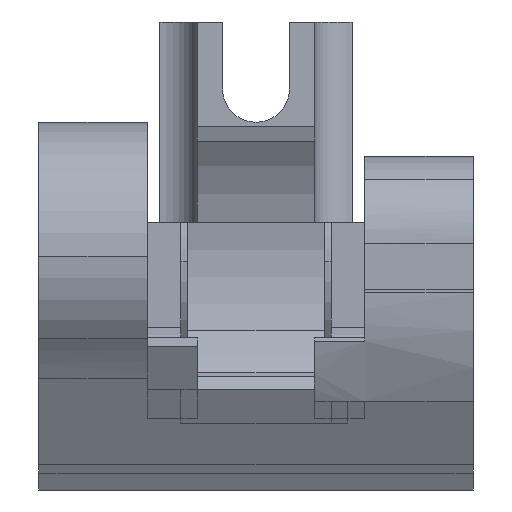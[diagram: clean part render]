
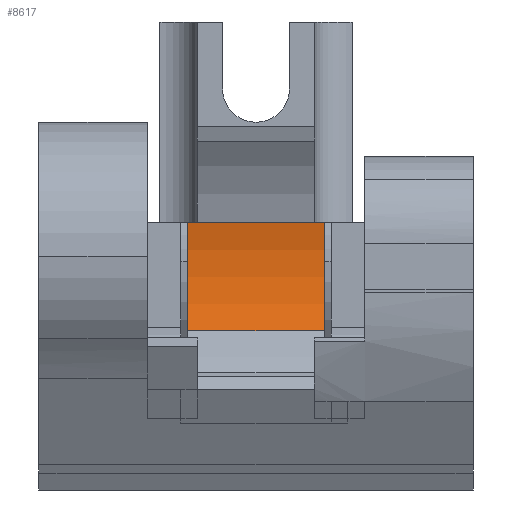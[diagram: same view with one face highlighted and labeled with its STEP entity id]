
A CAD part, front view. The second image highlights one B-rep face of the part: STEP entity #8617.
In plain terms, the highlighted cylindrical face has radius 12 mm (diameter 24 mm), a partial arc.
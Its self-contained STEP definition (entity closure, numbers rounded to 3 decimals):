
#2378 = PLANE('',#2379);
#2379 = AXIS2_PLACEMENT_3D('',#2380,#2381,#2382);
#2380 = CARTESIAN_POINT('',(5.,31.2,16.));
#2381 = DIRECTION('',(0.,0.,-1.));
#2382 = DIRECTION('',(-1.,0.,0.));
#2391 = VERTEX_POINT('',#2392);
#2392 = CARTESIAN_POINT('',(8.5,33.2,9.542));
#2406 = PLANE('',#2407);
#2407 = AXIS2_PLACEMENT_3D('',#2408,#2409,#2410);
#2408 = CARTESIAN_POINT('',(8.5,9.925,13.65));
#2409 = DIRECTION('',(1.,0.,0.));
#2410 = DIRECTION('',(0.,0.,1.));
#2435 = CYLINDRICAL_SURFACE('',#2436,12.);
#2436 = AXIS2_PLACEMENT_3D('',#2437,#2438,#2439);
#2437 = CARTESIAN_POINT('',(17.5,21.925,13.65));
#2438 = DIRECTION('',(1.,0.,0.));
#2439 = DIRECTION('',(0.,-1.,0.));
#2596 = VERTEX_POINT('',#2597);
#2597 = CARTESIAN_POINT('',(17.5,33.2,9.542));
#2639 = PLANE('',#2640);
#2640 = AXIS2_PLACEMENT_3D('',#2641,#2642,#2643);
#2641 = CARTESIAN_POINT('',(17.5,9.925,13.65));
#2642 = DIRECTION('',(1.,0.,0.));
#2643 = DIRECTION('',(0.,0.,1.));
#2667 = PLANE('',#2668);
#2668 = AXIS2_PLACEMENT_3D('',#2669,#2670,#2671);
#2669 = CARTESIAN_POINT('',(16.5,31.2,16.));
#2670 = DIRECTION('',(0.,0.,-1.));
#2671 = DIRECTION('',(-1.,0.,0.));
#4977 = EDGE_CURVE('',#2596,#2391,#4978,.T.);
#4978 = SURFACE_CURVE('',#4979,(#4983,#4990),.PCURVE_S1.);
#4979 = LINE('',#4980,#4981);
#4980 = CARTESIAN_POINT('',(17.5,33.2,9.542));
#4981 = VECTOR('',#4982,1.);
#4982 = DIRECTION('',(-1.,0.,0.));
#4983 = PCURVE('',#2435,#4984);
#4984 = DEFINITIONAL_REPRESENTATION('',(#4985),#4989);
#4985 = LINE('',#4986,#4987);
#4986 = CARTESIAN_POINT('',(-3.491,0.));
#4987 = VECTOR('',#4988,1.);
#4988 = DIRECTION('',(-0.,-1.));
#4989 = ( GEOMETRIC_REPRESENTATION_CONTEXT(2) 
PARAMETRIC_REPRESENTATION_CONTEXT() REPRESENTATION_CONTEXT('2D SPACE',''
  ) );
#4990 = PCURVE('',#4991,#4996);
#4991 = CYLINDRICAL_SURFACE('',#4992,12.);
#4992 = AXIS2_PLACEMENT_3D('',#4993,#4994,#4995);
#4993 = CARTESIAN_POINT('',(17.5,21.925,13.65));
#4994 = DIRECTION('',(1.,0.,0.));
#4995 = DIRECTION('',(0.,-1.,0.));
#4996 = DEFINITIONAL_REPRESENTATION('',(#4997),#5001);
#4997 = LINE('',#4998,#4999);
#4998 = CARTESIAN_POINT('',(-3.491,0.));
#4999 = VECTOR('',#5000,1.);
#5000 = DIRECTION('',(-0.,-1.));
#5001 = ( GEOMETRIC_REPRESENTATION_CONTEXT(2) 
PARAMETRIC_REPRESENTATION_CONTEXT() REPRESENTATION_CONTEXT('2D SPACE',''
  ) );
#5054 = EDGE_CURVE('',#5055,#2391,#5057,.T.);
#5055 = VERTEX_POINT('',#5056);
#5056 = CARTESIAN_POINT('',(8.5,33.693,16.));
#5057 = SURFACE_CURVE('',#5058,(#5063,#5074),.PCURVE_S1.);
#5058 = CIRCLE('',#5059,12.);
#5059 = AXIS2_PLACEMENT_3D('',#5060,#5061,#5062);
#5060 = CARTESIAN_POINT('',(8.5,21.925,13.65));
#5061 = DIRECTION('',(-1.,0.,0.));
#5062 = DIRECTION('',(0.,-1.,0.));
#5063 = PCURVE('',#2406,#5064);
#5064 = DEFINITIONAL_REPRESENTATION('',(#5065),#5073);
#5065 = ( BOUNDED_CURVE() B_SPLINE_CURVE(2,(#5066,#5067,#5068,#5069,
#5070,#5071,#5072),.UNSPECIFIED.,.F.,.F.) B_SPLINE_CURVE_WITH_KNOTS((1,2
    ,2,2,2,1),(-2.094,0.,2.094,4.189,
6.283,8.378),.UNSPECIFIED.) CURVE() 
GEOMETRIC_REPRESENTATION_ITEM() RATIONAL_B_SPLINE_CURVE((1.,0.5,1.,0.5,
1.,0.5,1.)) REPRESENTATION_ITEM('') );
#5066 = CARTESIAN_POINT('',(0.,0.));
#5067 = CARTESIAN_POINT('',(20.785,0.));
#5068 = CARTESIAN_POINT('',(10.392,-18.));
#5069 = CARTESIAN_POINT('',(0.,-36.));
#5070 = CARTESIAN_POINT('',(-10.392,-18.));
#5071 = CARTESIAN_POINT('',(-20.785,0.));
#5072 = CARTESIAN_POINT('',(0.,0.));
#5073 = ( GEOMETRIC_REPRESENTATION_CONTEXT(2) 
PARAMETRIC_REPRESENTATION_CONTEXT() REPRESENTATION_CONTEXT('2D SPACE',''
  ) );
#5074 = PCURVE('',#4991,#5075);
#5075 = DEFINITIONAL_REPRESENTATION('',(#5076),#5080);
#5076 = LINE('',#5077,#5078);
#5077 = CARTESIAN_POINT('',(-0.,-9.));
#5078 = VECTOR('',#5079,1.);
#5079 = DIRECTION('',(-1.,0.));
#5080 = ( GEOMETRIC_REPRESENTATION_CONTEXT(2) 
PARAMETRIC_REPRESENTATION_CONTEXT() REPRESENTATION_CONTEXT('2D SPACE',''
  ) );
#5308 = VERTEX_POINT('',#5309);
#5309 = CARTESIAN_POINT('',(9.5,33.693,16.));
#5335 = EDGE_CURVE('',#5055,#5308,#5336,.T.);
#5336 = SURFACE_CURVE('',#5337,(#5341,#5348),.PCURVE_S1.);
#5337 = LINE('',#5338,#5339);
#5338 = CARTESIAN_POINT('',(17.5,33.693,16.));
#5339 = VECTOR('',#5340,1.);
#5340 = DIRECTION('',(1.,0.,0.));
#5341 = PCURVE('',#2378,#5342);
#5342 = DEFINITIONAL_REPRESENTATION('',(#5343),#5347);
#5343 = LINE('',#5344,#5345);
#5344 = CARTESIAN_POINT('',(-12.5,2.493));
#5345 = VECTOR('',#5346,1.);
#5346 = DIRECTION('',(-1.,0.));
#5347 = ( GEOMETRIC_REPRESENTATION_CONTEXT(2) 
PARAMETRIC_REPRESENTATION_CONTEXT() REPRESENTATION_CONTEXT('2D SPACE',''
  ) );
#5348 = PCURVE('',#4991,#5349);
#5349 = DEFINITIONAL_REPRESENTATION('',(#5350),#5353);
#5350 = B_SPLINE_CURVE_WITH_KNOTS('',1,(#5351,#5352),.UNSPECIFIED.,.F.,
  .F.,(2,2),(-9.,0.),.PIECEWISE_BEZIER_KNOTS.);
#5351 = CARTESIAN_POINT('',(-2.944,-9.));
#5352 = CARTESIAN_POINT('',(-2.944,0.));
#5353 = ( GEOMETRIC_REPRESENTATION_CONTEXT(2) 
PARAMETRIC_REPRESENTATION_CONTEXT() REPRESENTATION_CONTEXT('2D SPACE',''
  ) );
#5903 = EDGE_CURVE('',#5904,#2596,#5906,.T.);
#5904 = VERTEX_POINT('',#5905);
#5905 = CARTESIAN_POINT('',(17.5,33.693,16.));
#5906 = SURFACE_CURVE('',#5907,(#5912,#5923),.PCURVE_S1.);
#5907 = CIRCLE('',#5908,12.);
#5908 = AXIS2_PLACEMENT_3D('',#5909,#5910,#5911);
#5909 = CARTESIAN_POINT('',(17.5,21.925,13.65));
#5910 = DIRECTION('',(-1.,0.,0.));
#5911 = DIRECTION('',(0.,-1.,0.));
#5912 = PCURVE('',#2639,#5913);
#5913 = DEFINITIONAL_REPRESENTATION('',(#5914),#5922);
#5914 = ( BOUNDED_CURVE() B_SPLINE_CURVE(2,(#5915,#5916,#5917,#5918,
#5919,#5920,#5921),.UNSPECIFIED.,.F.,.F.) B_SPLINE_CURVE_WITH_KNOTS((1,2
    ,2,2,2,1),(-2.094,0.,2.094,4.189,
6.283,8.378),.UNSPECIFIED.) CURVE() 
GEOMETRIC_REPRESENTATION_ITEM() RATIONAL_B_SPLINE_CURVE((1.,0.5,1.,0.5,
1.,0.5,1.)) REPRESENTATION_ITEM('') );
#5915 = CARTESIAN_POINT('',(0.,0.));
#5916 = CARTESIAN_POINT('',(20.785,0.));
#5917 = CARTESIAN_POINT('',(10.392,-18.));
#5918 = CARTESIAN_POINT('',(0.,-36.));
#5919 = CARTESIAN_POINT('',(-10.392,-18.));
#5920 = CARTESIAN_POINT('',(-20.785,0.));
#5921 = CARTESIAN_POINT('',(0.,0.));
#5922 = ( GEOMETRIC_REPRESENTATION_CONTEXT(2) 
PARAMETRIC_REPRESENTATION_CONTEXT() REPRESENTATION_CONTEXT('2D SPACE',''
  ) );
#5923 = PCURVE('',#4991,#5924);
#5924 = DEFINITIONAL_REPRESENTATION('',(#5925),#5929);
#5925 = LINE('',#5926,#5927);
#5926 = CARTESIAN_POINT('',(-0.,0.));
#5927 = VECTOR('',#5928,1.);
#5928 = DIRECTION('',(-1.,0.));
#5929 = ( GEOMETRIC_REPRESENTATION_CONTEXT(2) 
PARAMETRIC_REPRESENTATION_CONTEXT() REPRESENTATION_CONTEXT('2D SPACE',''
  ) );
#6003 = EDGE_CURVE('',#6004,#5904,#6006,.T.);
#6004 = VERTEX_POINT('',#6005);
#6005 = CARTESIAN_POINT('',(16.5,33.693,16.));
#6006 = SURFACE_CURVE('',#6007,(#6011,#6018),.PCURVE_S1.);
#6007 = LINE('',#6008,#6009);
#6008 = CARTESIAN_POINT('',(17.5,33.693,16.));
#6009 = VECTOR('',#6010,1.);
#6010 = DIRECTION('',(1.,0.,0.));
#6011 = PCURVE('',#2667,#6012);
#6012 = DEFINITIONAL_REPRESENTATION('',(#6013),#6017);
#6013 = LINE('',#6014,#6015);
#6014 = CARTESIAN_POINT('',(-1.,2.493));
#6015 = VECTOR('',#6016,1.);
#6016 = DIRECTION('',(-1.,0.));
#6017 = ( GEOMETRIC_REPRESENTATION_CONTEXT(2) 
PARAMETRIC_REPRESENTATION_CONTEXT() REPRESENTATION_CONTEXT('2D SPACE',''
  ) );
#6018 = PCURVE('',#4991,#6019);
#6019 = DEFINITIONAL_REPRESENTATION('',(#6020),#6023);
#6020 = B_SPLINE_CURVE_WITH_KNOTS('',1,(#6021,#6022),.UNSPECIFIED.,.F.,
  .F.,(2,2),(-9.,0.),.PIECEWISE_BEZIER_KNOTS.);
#6021 = CARTESIAN_POINT('',(-2.944,-9.));
#6022 = CARTESIAN_POINT('',(-2.944,0.));
#6023 = ( GEOMETRIC_REPRESENTATION_CONTEXT(2) 
PARAMETRIC_REPRESENTATION_CONTEXT() REPRESENTATION_CONTEXT('2D SPACE',''
  ) );
#8617 = ADVANCED_FACE('',(#8618),#4991,.F.);
#8618 = FACE_BOUND('',#8619,.T.);
#8619 = EDGE_LOOP('',(#8620,#8621,#8622,#8647,#8648,#8649));
#8620 = ORIENTED_EDGE('',*,*,#5903,.F.);
#8621 = ORIENTED_EDGE('',*,*,#6003,.F.);
#8622 = ORIENTED_EDGE('',*,*,#8623,.F.);
#8623 = EDGE_CURVE('',#5308,#6004,#8624,.T.);
#8624 = SURFACE_CURVE('',#8625,(#8629,#8635),.PCURVE_S1.);
#8625 = LINE('',#8626,#8627);
#8626 = CARTESIAN_POINT('',(17.5,33.693,16.));
#8627 = VECTOR('',#8628,1.);
#8628 = DIRECTION('',(1.,0.,0.));
#8629 = PCURVE('',#4991,#8630);
#8630 = DEFINITIONAL_REPRESENTATION('',(#8631),#8634);
#8631 = B_SPLINE_CURVE_WITH_KNOTS('',1,(#8632,#8633),.UNSPECIFIED.,.F.,
  .F.,(2,2),(-9.,0.),.PIECEWISE_BEZIER_KNOTS.);
#8632 = CARTESIAN_POINT('',(-2.944,-9.));
#8633 = CARTESIAN_POINT('',(-2.944,0.));
#8634 = ( GEOMETRIC_REPRESENTATION_CONTEXT(2) 
PARAMETRIC_REPRESENTATION_CONTEXT() REPRESENTATION_CONTEXT('2D SPACE',''
  ) );
#8635 = PCURVE('',#8636,#8641);
#8636 = CYLINDRICAL_SURFACE('',#8637,12.);
#8637 = AXIS2_PLACEMENT_3D('',#8638,#8639,#8640);
#8638 = CARTESIAN_POINT('',(17.5,21.925,13.65));
#8639 = DIRECTION('',(1.,0.,0.));
#8640 = DIRECTION('',(0.,-1.,0.));
#8641 = DEFINITIONAL_REPRESENTATION('',(#8642),#8646);
#8642 = LINE('',#8643,#8644);
#8643 = CARTESIAN_POINT('',(-2.944,0.));
#8644 = VECTOR('',#8645,1.);
#8645 = DIRECTION('',(-0.,1.));
#8646 = ( GEOMETRIC_REPRESENTATION_CONTEXT(2) 
PARAMETRIC_REPRESENTATION_CONTEXT() REPRESENTATION_CONTEXT('2D SPACE',''
  ) );
#8647 = ORIENTED_EDGE('',*,*,#5335,.F.);
#8648 = ORIENTED_EDGE('',*,*,#5054,.T.);
#8649 = ORIENTED_EDGE('',*,*,#4977,.F.);
